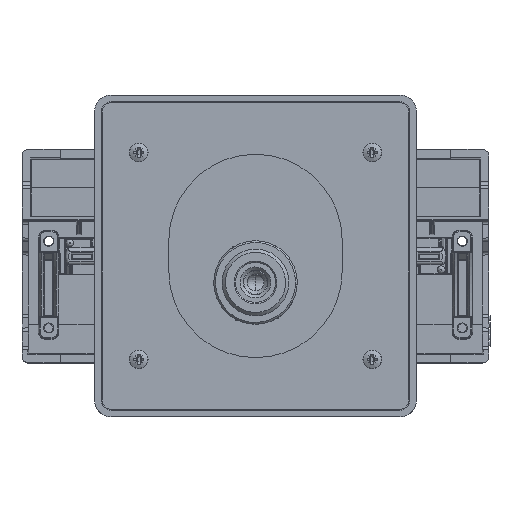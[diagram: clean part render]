
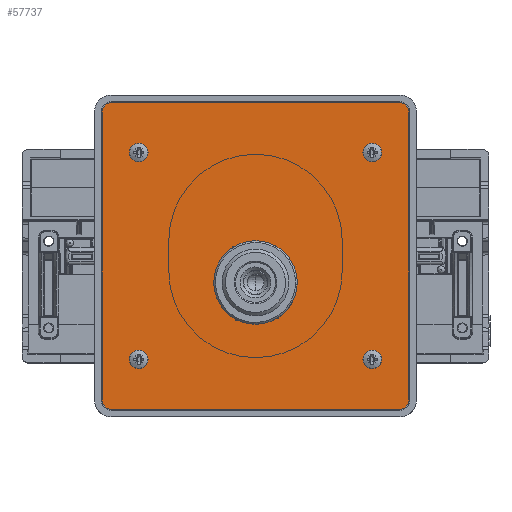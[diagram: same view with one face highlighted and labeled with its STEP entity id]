
A CAD part, top view. The second image highlights one B-rep face of the part: STEP entity #57737.
In plain terms, the highlighted planar face has unit normal (0, 0, 1).
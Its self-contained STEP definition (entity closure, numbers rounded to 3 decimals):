
#2657=FACE_BOUND('',#10603,.T.);
#2658=FACE_BOUND('',#10604,.T.);
#2659=FACE_BOUND('',#10605,.T.);
#2660=FACE_BOUND('',#10606,.T.);
#2661=FACE_BOUND('',#10607,.T.);
#4245=CIRCLE('',#63098,7.);
#4247=CIRCLE('',#63101,2.);
#4249=CIRCLE('',#63104,2.);
#4251=CIRCLE('',#63107,2.);
#4253=CIRCLE('',#63110,2.);
#4258=CIRCLE('',#63117,3.);
#4259=CIRCLE('',#63120,3.);
#4260=CIRCLE('',#63123,3.);
#4261=CIRCLE('',#63126,3.);
#7362=FACE_OUTER_BOUND('',#10602,.T.);
#10602=EDGE_LOOP('',(#50143,#50144,#50145,#50146,#50147,#50148,#50149,#50150));
#10603=EDGE_LOOP('',(#50151));
#10604=EDGE_LOOP('',(#50152));
#10605=EDGE_LOOP('',(#50153));
#10606=EDGE_LOOP('',(#50154));
#10607=EDGE_LOOP('',(#50155));
#16335=LINE('',#128567,#21175);
#16338=LINE('',#128575,#21178);
#16341=LINE('',#128583,#21181);
#16344=LINE('',#128590,#21184);
#21175=VECTOR('',#78105,10.);
#21178=VECTOR('',#78114,10.);
#21181=VECTOR('',#78123,10.);
#21184=VECTOR('',#78132,10.);
#26123=VERTEX_POINT('',#128515);
#26125=VERTEX_POINT('',#128521);
#26127=VERTEX_POINT('',#128527);
#26129=VERTEX_POINT('',#128533);
#26131=VERTEX_POINT('',#128539);
#26140=VERTEX_POINT('',#128560);
#26141=VERTEX_POINT('',#128562);
#26142=VERTEX_POINT('',#128566);
#26143=VERTEX_POINT('',#128570);
#26144=VERTEX_POINT('',#128574);
#26145=VERTEX_POINT('',#128578);
#26146=VERTEX_POINT('',#128582);
#26147=VERTEX_POINT('',#128586);
#34135=EDGE_CURVE('',#26123,#26123,#4245,.T.);
#34138=EDGE_CURVE('',#26125,#26125,#4247,.T.);
#34141=EDGE_CURVE('',#26127,#26127,#4249,.T.);
#34144=EDGE_CURVE('',#26129,#26129,#4251,.T.);
#34147=EDGE_CURVE('',#26131,#26131,#4253,.T.);
#34157=EDGE_CURVE('',#26141,#26140,#4258,.T.);
#34159=EDGE_CURVE('',#26142,#26141,#16335,.T.);
#34161=EDGE_CURVE('',#26143,#26142,#4259,.T.);
#34163=EDGE_CURVE('',#26144,#26143,#16338,.T.);
#34165=EDGE_CURVE('',#26145,#26144,#4260,.T.);
#34167=EDGE_CURVE('',#26146,#26145,#16341,.T.);
#34169=EDGE_CURVE('',#26147,#26146,#4261,.T.);
#34171=EDGE_CURVE('',#26140,#26147,#16344,.T.);
#50143=ORIENTED_EDGE('',*,*,#34171,.T.);
#50144=ORIENTED_EDGE('',*,*,#34169,.T.);
#50145=ORIENTED_EDGE('',*,*,#34167,.T.);
#50146=ORIENTED_EDGE('',*,*,#34165,.T.);
#50147=ORIENTED_EDGE('',*,*,#34163,.T.);
#50148=ORIENTED_EDGE('',*,*,#34161,.T.);
#50149=ORIENTED_EDGE('',*,*,#34159,.T.);
#50150=ORIENTED_EDGE('',*,*,#34157,.T.);
#50151=ORIENTED_EDGE('',*,*,#34135,.T.);
#50152=ORIENTED_EDGE('',*,*,#34138,.T.);
#50153=ORIENTED_EDGE('',*,*,#34141,.T.);
#50154=ORIENTED_EDGE('',*,*,#34144,.T.);
#50155=ORIENTED_EDGE('',*,*,#34147,.T.);
#51986=PLANE('',#63128);
#57737=ADVANCED_FACE('',(#7362,#2657,#2658,#2659,#2660,#2661),#51986,.T.);
#63098=AXIS2_PLACEMENT_3D('',#128517,#78053,#78054);
#63101=AXIS2_PLACEMENT_3D('',#128523,#78060,#78061);
#63104=AXIS2_PLACEMENT_3D('',#128529,#78067,#78068);
#63107=AXIS2_PLACEMENT_3D('',#128535,#78074,#78075);
#63110=AXIS2_PLACEMENT_3D('',#128541,#78081,#78082);
#63117=AXIS2_PLACEMENT_3D('',#128563,#78100,#78101);
#63120=AXIS2_PLACEMENT_3D('',#128571,#78109,#78110);
#63123=AXIS2_PLACEMENT_3D('',#128579,#78118,#78119);
#63126=AXIS2_PLACEMENT_3D('',#128587,#78127,#78128);
#63128=AXIS2_PLACEMENT_3D('',#128591,#78133,#78134);
#78053=DIRECTION('center_axis',(0.,0.,-1.));
#78054=DIRECTION('ref_axis',(-1.,0.,0.));
#78060=DIRECTION('center_axis',(0.,0.,-1.));
#78061=DIRECTION('ref_axis',(-1.,0.,0.));
#78067=DIRECTION('center_axis',(0.,0.,-1.));
#78068=DIRECTION('ref_axis',(-1.,0.,0.));
#78074=DIRECTION('center_axis',(0.,0.,-1.));
#78075=DIRECTION('ref_axis',(-1.,0.,0.));
#78081=DIRECTION('center_axis',(0.,0.,-1.));
#78082=DIRECTION('ref_axis',(-1.,0.,0.));
#78100=DIRECTION('center_axis',(0.,0.,1.));
#78101=DIRECTION('ref_axis',(-1.,0.,0.));
#78105=DIRECTION('',(0.,1.,0.));
#78109=DIRECTION('center_axis',(0.,0.,1.));
#78110=DIRECTION('ref_axis',(0.,1.,0.));
#78114=DIRECTION('',(1.,0.,0.));
#78118=DIRECTION('center_axis',(0.,0.,1.));
#78119=DIRECTION('ref_axis',(1.,0.,0.));
#78123=DIRECTION('',(0.,-1.,0.));
#78127=DIRECTION('center_axis',(0.,0.,1.));
#78128=DIRECTION('ref_axis',(0.,-1.,0.));
#78132=DIRECTION('',(-1.,0.,0.));
#78133=DIRECTION('center_axis',(0.,0.,1.));
#78134=DIRECTION('ref_axis',(1.,0.,0.));
#128515=CARTESIAN_POINT('',(7.,-8.,1.));
#128517=CARTESIAN_POINT('Origin',(0.,-8.,1.));
#128521=CARTESIAN_POINT('',(-33.,31.,1.));
#128523=CARTESIAN_POINT('Origin',(-35.,31.,1.));
#128527=CARTESIAN_POINT('',(37.,31.,1.));
#128529=CARTESIAN_POINT('Origin',(35.,31.,1.));
#128533=CARTESIAN_POINT('',(37.,-31.,1.));
#128535=CARTESIAN_POINT('Origin',(35.,-31.,1.));
#128539=CARTESIAN_POINT('',(-33.,-31.,1.));
#128541=CARTESIAN_POINT('Origin',(-35.,-31.,1.));
#128560=CARTESIAN_POINT('',(43.,46.,1.));
#128562=CARTESIAN_POINT('',(46.,43.,1.));
#128563=CARTESIAN_POINT('Origin',(43.,43.,1.));
#128566=CARTESIAN_POINT('',(46.,-43.,1.));
#128567=CARTESIAN_POINT('',(46.,43.,1.));
#128570=CARTESIAN_POINT('',(43.,-46.,1.));
#128571=CARTESIAN_POINT('Origin',(43.,-43.,1.));
#128574=CARTESIAN_POINT('',(-43.,-46.,1.));
#128575=CARTESIAN_POINT('',(43.,-46.,1.));
#128578=CARTESIAN_POINT('',(-46.,-43.,1.));
#128579=CARTESIAN_POINT('Origin',(-43.,-43.,1.));
#128582=CARTESIAN_POINT('',(-46.,43.,1.));
#128583=CARTESIAN_POINT('',(-46.,-43.,1.));
#128586=CARTESIAN_POINT('',(-43.,46.,1.));
#128587=CARTESIAN_POINT('Origin',(-43.,43.,1.));
#128590=CARTESIAN_POINT('',(-43.,46.,1.));
#128591=CARTESIAN_POINT('Origin',(0.,0.,
1.));
